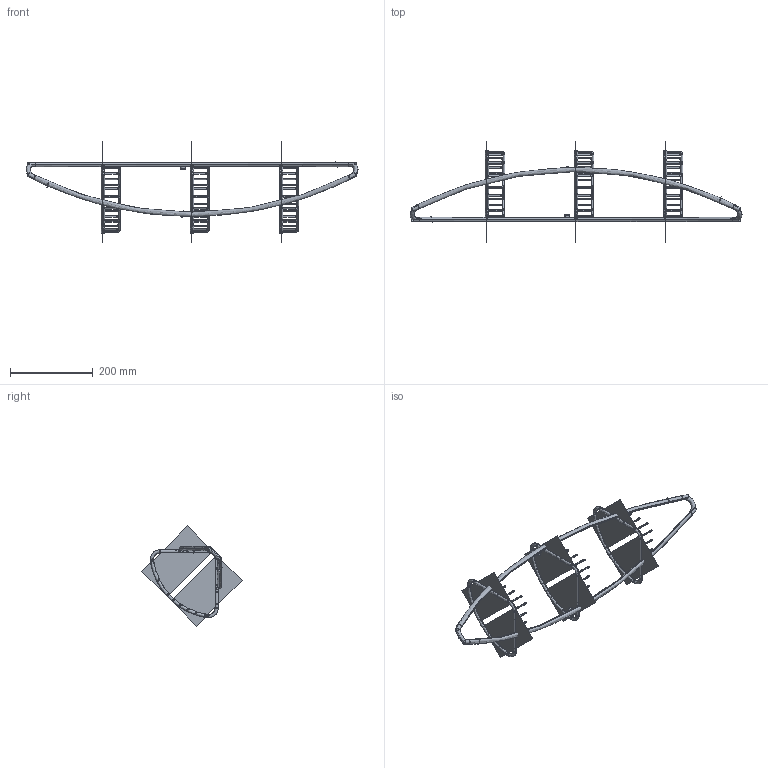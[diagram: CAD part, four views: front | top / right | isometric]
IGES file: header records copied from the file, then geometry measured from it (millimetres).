
Start section:  PTC IGES file: 0001005_asm.igs
Global section: file name: 0001005_asm.igs; native system: Creo Parametric by PTC Inc.; preprocessor: 2018020; author: 25393; organization: Unknown; date: 20191205.233715; units: millimetre
Bounding box: 804.89 x 243.1 x 243.1 mm (x, y, z)
Surface area: 2089120.8 mm2 (no closed solid volume)
Topology: 0 solids, 0 shells, 1286 faces, 16867 edges, 22542 vertices
Faces by surface type: revolution 1012, bspline 274
